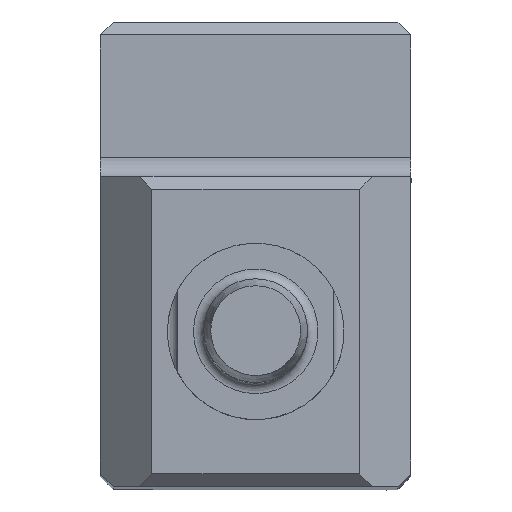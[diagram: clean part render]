
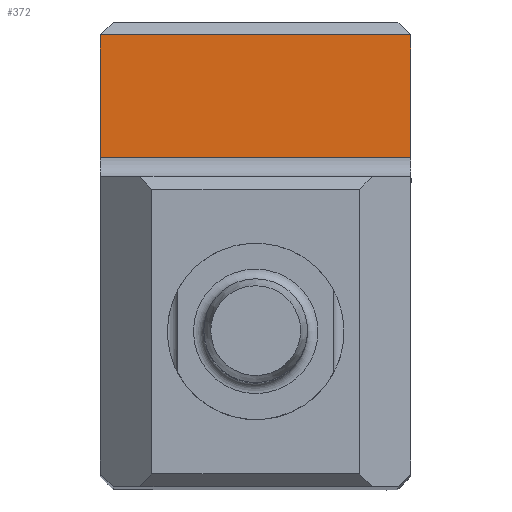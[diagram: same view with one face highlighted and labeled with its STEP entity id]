
A CAD part, top view. The second image highlights one B-rep face of the part: STEP entity #372.
In plain terms, the highlighted planar face has unit normal (0, 0, 1).
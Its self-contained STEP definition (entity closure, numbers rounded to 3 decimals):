
#203=LINE('',#1740,#295);
#207=LINE('',#1749,#299);
#227=LINE('',#1789,#319);
#228=LINE('',#1790,#320);
#295=VECTOR('',#1399,1.);
#299=VECTOR('',#1405,1.);
#319=VECTOR('',#1443,1.);
#320=VECTOR('',#1444,1.);
#372=ADVANCED_FACE('',(#472),#433,.F.);
#433=PLANE('',#1233);
#472=FACE_OUTER_BOUND('',#517,.T.);
#517=EDGE_LOOP('',(#679,#680,#681,#682));
#679=ORIENTED_EDGE('',*,*,#998,.F.);
#680=ORIENTED_EDGE('',*,*,#1024,.T.);
#681=ORIENTED_EDGE('',*,*,#1002,.F.);
#682=ORIENTED_EDGE('',*,*,#1025,.T.);
#894=VERTEX_POINT('',#1739);
#895=VERTEX_POINT('',#1741);
#898=VERTEX_POINT('',#1748);
#899=VERTEX_POINT('',#1750);
#998=EDGE_CURVE('',#894,#895,#203,.T.);
#1002=EDGE_CURVE('',#898,#899,#207,.T.);
#1024=EDGE_CURVE('',#894,#899,#227,.T.);
#1025=EDGE_CURVE('',#898,#895,#228,.T.);
#1233=AXIS2_PLACEMENT_3D('',#1791,#1445,#1446);
#1399=DIRECTION('',(0.,1.,0.));
#1405=DIRECTION('',(0.,-1.,0.));
#1443=DIRECTION('',(1.,0.,0.));
#1444=DIRECTION('',(-1.,0.,0.));
#1445=DIRECTION('',(0.,0.,-1.));
#1446=DIRECTION('',(0.,-1.,0.));
#1739=CARTESIAN_POINT('',(0.,12.775,-41.));
#1740=CARTESIAN_POINT('',(0.,18.,-41.));
#1741=CARTESIAN_POINT('',(0.,17.5,-41.));
#1748=CARTESIAN_POINT('',(11.975,17.5,-41.));
#1749=CARTESIAN_POINT('',(11.975,5.988,-41.));
#1750=CARTESIAN_POINT('',(11.975,12.775,-41.));
#1789=CARTESIAN_POINT('',(0.,12.775,-41.));
#1790=CARTESIAN_POINT('',(0.,17.5,-41.));
#1791=CARTESIAN_POINT('',(0.,5.988,-41.));
